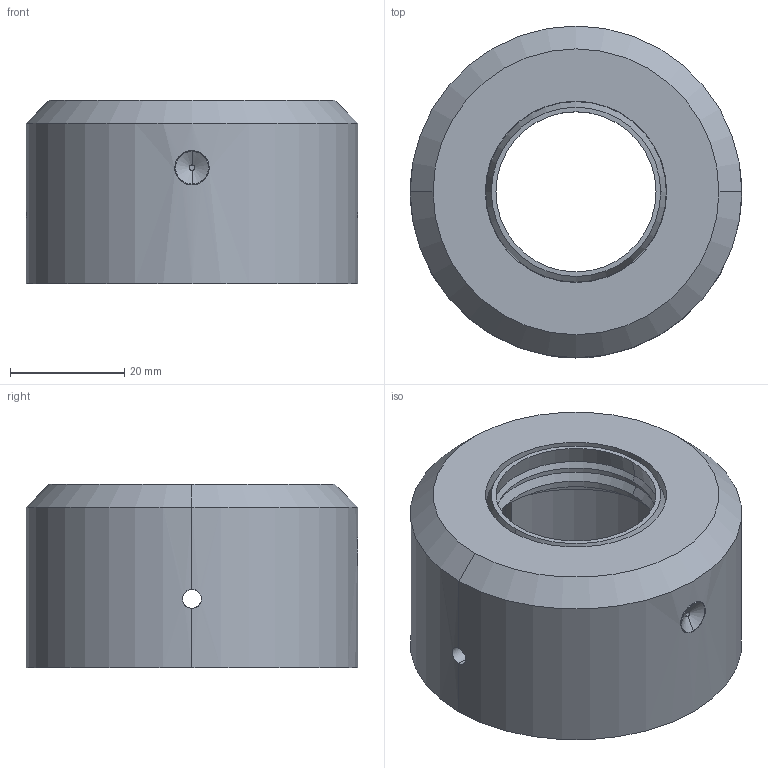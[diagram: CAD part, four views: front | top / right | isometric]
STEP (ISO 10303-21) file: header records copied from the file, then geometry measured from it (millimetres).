
FILE_DESCRIPTION (( 'STEP AP214' ), '1' );
FILE_NAME ('PA01-48!28-F.STEP', '2008-04-09T14:35:23', ( 'Ausderau' ), ( 'NTI AG' ), 'SwSTEP 2.0', 'SolidWorks 2005037', '' );
FILE_SCHEMA (( 'AUTOMOTIVE_DESIGN' ));
Length unit declared in the file: millimetre
Products named in the file (1): PA01-48!28-F
Bounding box: 58 x 58.03 x 32 mm (x, y, z)
Volume: 35678.6 mm3; surface area: 14443.3 mm2
Topology: 1 solids, 1 shells, 60 faces, 140 edges, 85 vertices
Faces by surface type: cylinder 30, plane 14, cone 14, torus 2
Entity records: 2330 total; most frequent: CARTESIAN_POINT 613, DIRECTION 311, ORIENTED_EDGE 280, EDGE_CURVE 140, AXIS2_PLACEMENT_3D 125, VERTEX_POINT 85, EDGE_LOOP 71, CIRCLE 64
